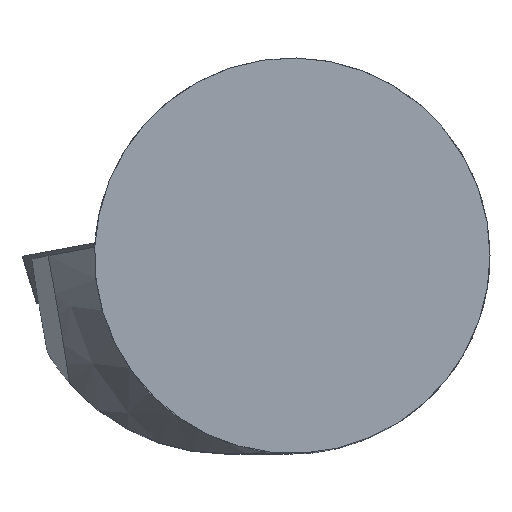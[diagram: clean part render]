
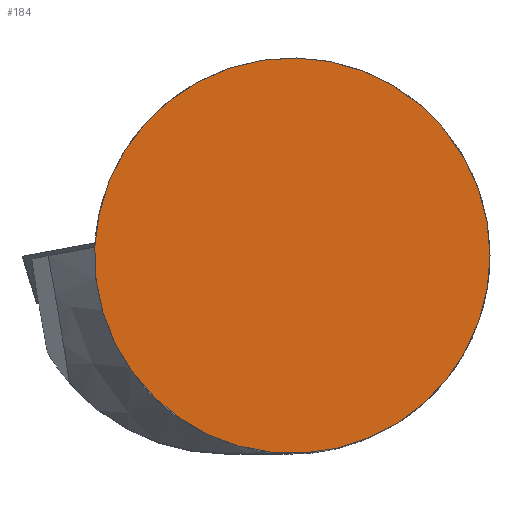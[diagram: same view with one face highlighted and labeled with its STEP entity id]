
A CAD part, top view. The second image highlights one B-rep face of the part: STEP entity #184.
In plain terms, the highlighted planar face has unit normal (0, 0, 1).
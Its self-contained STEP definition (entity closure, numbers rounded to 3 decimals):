
#149=CIRCLE('',#927,16.);
#184=ADVANCED_FACE('',(#252),#226,.T.);
#226=PLANE('',#938);
#252=FACE_OUTER_BOUND('',#287,.T.);
#287=EDGE_LOOP('',(#428));
#428=ORIENTED_EDGE('',*,*,#676,.T.);
#597=VERTEX_POINT('',#1379);
#676=EDGE_CURVE('',#597,#597,#149,.T.);
#927=AXIS2_PLACEMENT_3D('',#1378,#1066,#1067);
#938=AXIS2_PLACEMENT_3D('',#1403,#1094,#1095);
#1066=DIRECTION('',(0.,0.,1.));
#1067=DIRECTION('',(1.,0.,0.));
#1094=DIRECTION('',(0.,0.,1.));
#1095=DIRECTION('',(-1.,0.,0.));
#1378=CARTESIAN_POINT('',(0.,0.,0.325));
#1379=CARTESIAN_POINT('',(16.,0.,0.325));
#1403=CARTESIAN_POINT('',(0.,0.,0.325));
